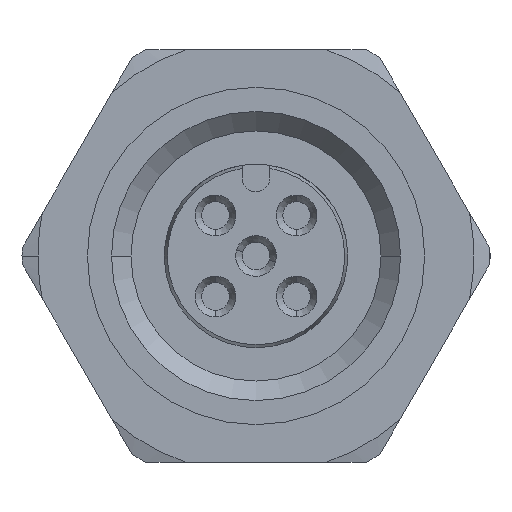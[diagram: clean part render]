
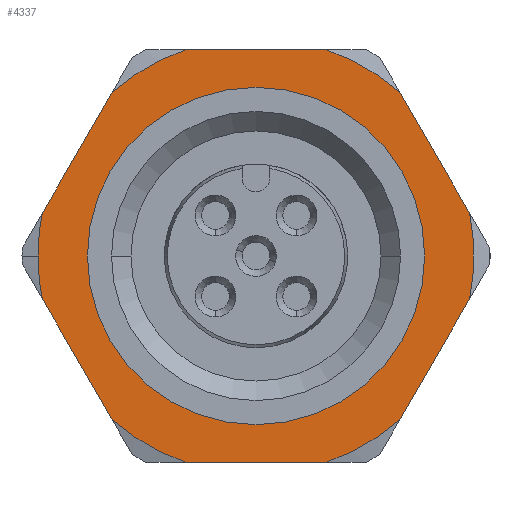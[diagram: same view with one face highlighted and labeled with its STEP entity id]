
A CAD part, left-side view. The second image highlights one B-rep face of the part: STEP entity #4337.
In plain terms, the highlighted planar face has unit normal (-1, 0, 0).
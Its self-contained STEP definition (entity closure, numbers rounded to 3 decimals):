
#25 = EDGE_CURVE ( 'NONE', #1426, #4744, #4453, .T. ) ;
#85 = ORIENTED_EDGE ( 'NONE', *, *, #25, .F. ) ;
#109 = VECTOR ( 'NONE', #1904, 1000. ) ;
#161 = DIRECTION ( 'NONE',  ( 1., 0., 0. ) ) ;
#181 = CARTESIAN_POINT ( 'NONE',  ( 17.193, 13.404, 0. ) ) ;
#189 = FACE_BOUND ( 'NONE', #1056, .T. ) ;
#235 = VECTOR ( 'NONE', #4033, 1000. ) ;
#302 = ORIENTED_EDGE ( 'NONE', *, *, #2177, .T. ) ;
#322 = FACE_OUTER_BOUND ( 'NONE', #1979, .T. ) ;
#353 = CARTESIAN_POINT ( 'NONE',  ( 17.193, -3.121, 0. ) ) ;
#361 = CARTESIAN_POINT ( 'NONE',  ( 17.193, 10.503, 7.133 ) ) ;
#378 = CARTESIAN_POINT ( 'NONE',  ( 17.193, -5.086, 1.865 ) ) ;
#394 = CIRCLE ( 'NONE', #4289, 9.5 ) ;
#429 = CIRCLE ( 'NONE', #4124, 7.35 ) ;
#578 = DIRECTION ( 'NONE',  ( 1., 0., 0. ) ) ;
#620 = DIRECTION ( 'NONE',  ( 0., 0., 1. ) ) ;
#659 = EDGE_CURVE ( 'NONE', #4421, #5533, #4370, .T. ) ;
#723 = ORIENTED_EDGE ( 'NONE', *, *, #3981, .F. ) ;
#797 = VERTEX_POINT ( 'NONE', #4734 ) ;
#811 = CARTESIAN_POINT ( 'NONE',  ( 17.193, 7.271, -9. ) ) ;
#917 = DIRECTION ( 'NONE',  ( 1., 0., 0. ) ) ;
#962 = DIRECTION ( 'NONE',  ( 0., 1., 0. ) ) ;
#1025 = EDGE_CURVE ( 'NONE', #3346, #4744, #1238, .T. ) ;
#1041 = CARTESIAN_POINT ( 'NONE',  ( 17.193, 4.229, 0. ) ) ;
#1056 = EDGE_LOOP ( 'NONE', ( #3503, #5505 ) ) ;
#1120 = DIRECTION ( 'NONE',  ( 0., -1., 0. ) ) ;
#1203 = CARTESIAN_POINT ( 'NONE',  ( 17.193, 11.579, 0. ) ) ;
#1238 = LINE ( 'NONE', #3692, #2254 ) ;
#1250 = CARTESIAN_POINT ( 'NONE',  ( 17.193, -2.044, -7.134 ) ) ;
#1293 = LINE ( 'NONE', #1463, #109 ) ;
#1373 = CIRCLE ( 'NONE', #1874, 9.5 ) ;
#1376 = EDGE_CURVE ( 'NONE', #4421, #3764, #2638, .T. ) ;
#1426 = VERTEX_POINT ( 'NONE', #4527 ) ;
#1463 = CARTESIAN_POINT ( 'NONE',  ( 17.193, 13.544, -1.867 ) ) ;
#1483 = CARTESIAN_POINT ( 'NONE',  ( 17.193, 4.229, 0. ) ) ;
#1488 = ORIENTED_EDGE ( 'NONE', *, *, #1376, .F. ) ;
#1618 = AXIS2_PLACEMENT_3D ( 'NONE', #1483, #4465, #1928 ) ;
#1773 = LINE ( 'NONE', #1250, #5036 ) ;
#1790 = DIRECTION ( 'NONE',  ( 1., 0., 0. ) ) ;
#1804 = DIRECTION ( 'NONE',  ( 1., 0., 0. ) ) ;
#1874 = AXIS2_PLACEMENT_3D ( 'NONE', #4334, #1790, #4770 ) ;
#1904 = DIRECTION ( 'NONE',  ( 0., -0.5, -0.866 ) ) ;
#1928 = DIRECTION ( 'NONE',  ( 0., 1., 0. ) ) ;
#1951 = ORIENTED_EDGE ( 'NONE', *, *, #4649, .T. ) ;
#1979 = EDGE_LOOP ( 'NONE', ( #302, #4800, #5502, #1488, #5148, #2505, #2508, #3132, #2752, #2651, #85, #1951, #723 ) ) ;
#2006 = CARTESIAN_POINT ( 'NONE',  ( 17.193, 10.503, 7.133 ) ) ;
#2007 = EDGE_CURVE ( 'NONE', #3346, #797, #394, .T. ) ;
#2099 = CARTESIAN_POINT ( 'NONE',  ( 17.193, 13.544, -1.867 ) ) ;
#2177 = EDGE_CURVE ( 'NONE', #3567, #2252, #5529, .T. ) ;
#2252 = VERTEX_POINT ( 'NONE', #3977 ) ;
#2254 = VECTOR ( 'NONE', #1120, 1000. ) ;
#2353 = CARTESIAN_POINT ( 'NONE',  ( 17.193, 4.229, 0. ) ) ;
#2360 = EDGE_CURVE ( 'NONE', #4799, #3764, #3705, .T. ) ;
#2408 = EDGE_CURVE ( 'NONE', #4629, #797, #1293, .T. ) ;
#2458 = CARTESIAN_POINT ( 'NONE',  ( 17.193, 4.229, 0. ) ) ;
#2505 = ORIENTED_EDGE ( 'NONE', *, *, #5285, .F. ) ;
#2508 = ORIENTED_EDGE ( 'NONE', *, *, #2634, .F. ) ;
#2517 = DIRECTION ( 'NONE',  ( 1., 0., 0. ) ) ;
#2535 = VERTEX_POINT ( 'NONE', #5380 ) ;
#2634 = EDGE_CURVE ( 'NONE', #4629, #2535, #3019, .T. ) ;
#2638 = CIRCLE ( 'NONE', #3758, 9.5 ) ;
#2651 = ORIENTED_EDGE ( 'NONE', *, *, #1025, .T. ) ;
#2681 = VERTEX_POINT ( 'NONE', #4692 ) ;
#2727 = CARTESIAN_POINT ( 'NONE',  ( 17.193, 7.271, 9. ) ) ;
#2752 = ORIENTED_EDGE ( 'NONE', *, *, #2007, .F. ) ;
#2772 = DIRECTION ( 'NONE',  ( 0., 1., 0. ) ) ;
#2774 = CARTESIAN_POINT ( 'NONE',  ( 17.193, 4.229, 0. ) ) ;
#2802 = AXIS2_PLACEMENT_3D ( 'NONE', #181, #3223, #620 ) ;
#2827 = CIRCLE ( 'NONE', #4509, 9.5 ) ;
#2850 = EDGE_CURVE ( 'NONE', #4799, #2252, #2827, .T. ) ;
#2877 = DIRECTION ( 'NONE',  ( 0., 1., 0. ) ) ;
#2901 = AXIS2_PLACEMENT_3D ( 'NONE', #1041, #917, #962 ) ;
#2955 = DIRECTION ( 'NONE',  ( 0., -0.5, 0.866 ) ) ;
#2989 = EDGE_CURVE ( 'NONE', #3140, #3313, #429, .T. ) ;
#3008 = EDGE_CURVE ( 'NONE', #3313, #3140, #3755, .T. ) ;
#3019 = CIRCLE ( 'NONE', #4911, 9.5 ) ;
#3132 = ORIENTED_EDGE ( 'NONE', *, *, #2408, .T. ) ;
#3140 = VERTEX_POINT ( 'NONE', #1203 ) ;
#3182 = CARTESIAN_POINT ( 'NONE',  ( 17.193, 4.229, 0. ) ) ;
#3203 = DIRECTION ( 'NONE',  ( 0., 1., 0. ) ) ;
#3223 = DIRECTION ( 'NONE',  ( -1., 0., 0. ) ) ;
#3313 = VERTEX_POINT ( 'NONE', #353 ) ;
#3346 = VERTEX_POINT ( 'NONE', #811 ) ;
#3401 = DIRECTION ( 'NONE',  ( 0., 0.5, -0.866 ) ) ;
#3503 = ORIENTED_EDGE ( 'NONE', *, *, #2989, .T. ) ;
#3525 = CARTESIAN_POINT ( 'NONE',  ( 17.193, 1.188, -9. ) ) ;
#3567 = VERTEX_POINT ( 'NONE', #4887 ) ;
#3623 = DIRECTION ( 'NONE',  ( 0., 1., 0. ) ) ;
#3692 = CARTESIAN_POINT ( 'NONE',  ( 17.193, 7.271, -9. ) ) ;
#3705 = LINE ( 'NONE', #5303, #235 ) ;
#3717 = CARTESIAN_POINT ( 'NONE',  ( 17.193, 13.544, 1.867 ) ) ;
#3755 = CIRCLE ( 'NONE', #4695, 7.35 ) ;
#3758 = AXIS2_PLACEMENT_3D ( 'NONE', #2774, #161, #3203 ) ;
#3764 = VERTEX_POINT ( 'NONE', #2727 ) ;
#3977 = CARTESIAN_POINT ( 'NONE',  ( 17.193, -2.044, 7.134 ) ) ;
#3981 = EDGE_CURVE ( 'NONE', #3567, #2681, #1373, .T. ) ;
#3998 = CARTESIAN_POINT ( 'NONE',  ( 17.193, 1.188, 9. ) ) ;
#4033 = DIRECTION ( 'NONE',  ( 0., 1., 0. ) ) ;
#4124 = AXIS2_PLACEMENT_3D ( 'NONE', #3182, #578, #3623 ) ;
#4237 = VECTOR ( 'NONE', #3401, 1000. ) ;
#4289 = AXIS2_PLACEMENT_3D ( 'NONE', #2458, #5435, #2877 ) ;
#4334 = CARTESIAN_POINT ( 'NONE',  ( 17.193, 4.229, 0. ) ) ;
#4337 = ADVANCED_FACE ( 'NONE', ( #322, #189 ), #4458, .T. ) ;
#4344 = CARTESIAN_POINT ( 'NONE',  ( 17.193, 4.229, 0. ) ) ;
#4365 = VECTOR ( 'NONE', #5121, 1000. ) ;
#4370 = LINE ( 'NONE', #361, #4237 ) ;
#4421 = VERTEX_POINT ( 'NONE', #2006 ) ;
#4453 = CIRCLE ( 'NONE', #2901, 9.5 ) ;
#4458 = PLANE ( 'NONE',  #2802 ) ;
#4465 = DIRECTION ( 'NONE',  ( 1., 0., 0. ) ) ;
#4509 = AXIS2_PLACEMENT_3D ( 'NONE', #4344, #1804, #4783 ) ;
#4527 = CARTESIAN_POINT ( 'NONE',  ( 17.193, -2.044, -7.134 ) ) ;
#4629 = VERTEX_POINT ( 'NONE', #2099 ) ;
#4649 = EDGE_CURVE ( 'NONE', #1426, #2681, #1773, .T. ) ;
#4692 = CARTESIAN_POINT ( 'NONE',  ( 17.193, -5.086, -1.865 ) ) ;
#4695 = AXIS2_PLACEMENT_3D ( 'NONE', #2353, #5338, #2772 ) ;
#4734 = CARTESIAN_POINT ( 'NONE',  ( 17.193, 10.503, -7.133 ) ) ;
#4744 = VERTEX_POINT ( 'NONE', #3525 ) ;
#4770 = DIRECTION ( 'NONE',  ( 0., 1., 0. ) ) ;
#4783 = DIRECTION ( 'NONE',  ( 0., 1., 0. ) ) ;
#4799 = VERTEX_POINT ( 'NONE', #3998 ) ;
#4800 = ORIENTED_EDGE ( 'NONE', *, *, #2850, .F. ) ;
#4887 = CARTESIAN_POINT ( 'NONE',  ( 17.193, -5.086, 1.865 ) ) ;
#4911 = AXIS2_PLACEMENT_3D ( 'NONE', #5067, #2517, #5514 ) ;
#5036 = VECTOR ( 'NONE', #2955, 1000. ) ;
#5067 = CARTESIAN_POINT ( 'NONE',  ( 17.193, 4.229, 0. ) ) ;
#5121 = DIRECTION ( 'NONE',  ( 0., 0.5, 0.866 ) ) ;
#5148 = ORIENTED_EDGE ( 'NONE', *, *, #659, .T. ) ;
#5285 = EDGE_CURVE ( 'NONE', #2535, #5533, #5487, .T. ) ;
#5303 = CARTESIAN_POINT ( 'NONE',  ( 17.193, 1.188, 9. ) ) ;
#5338 = DIRECTION ( 'NONE',  ( 1., 0., 0. ) ) ;
#5380 = CARTESIAN_POINT ( 'NONE',  ( 17.193, 13.729, 0. ) ) ;
#5435 = DIRECTION ( 'NONE',  ( 1., 0., 0. ) ) ;
#5487 = CIRCLE ( 'NONE', #1618, 9.5 ) ;
#5502 = ORIENTED_EDGE ( 'NONE', *, *, #2360, .T. ) ;
#5505 = ORIENTED_EDGE ( 'NONE', *, *, #3008, .T. ) ;
#5514 = DIRECTION ( 'NONE',  ( 0., 1., 0. ) ) ;
#5529 = LINE ( 'NONE', #378, #4365 ) ;
#5533 = VERTEX_POINT ( 'NONE', #3717 ) ;
